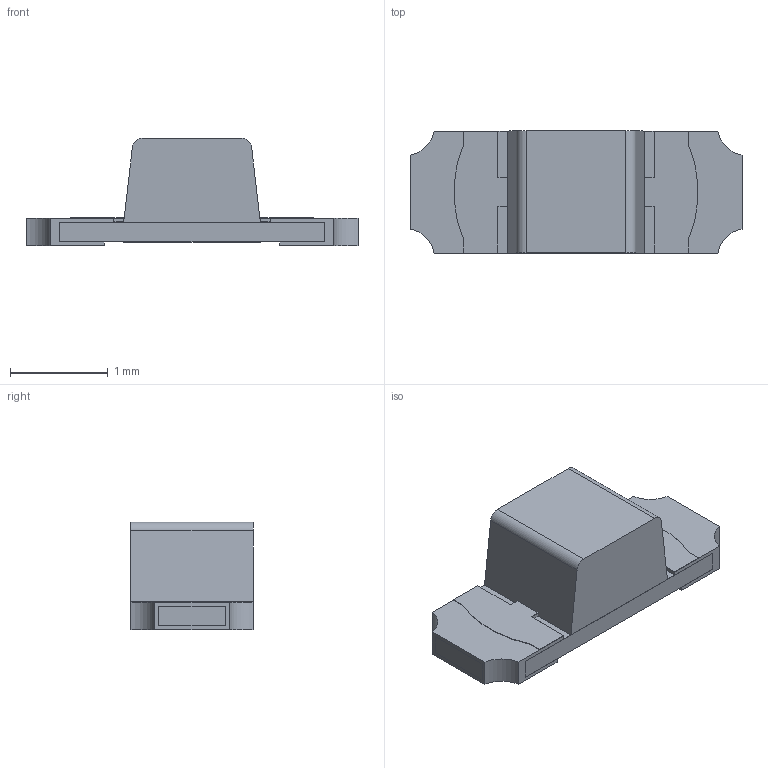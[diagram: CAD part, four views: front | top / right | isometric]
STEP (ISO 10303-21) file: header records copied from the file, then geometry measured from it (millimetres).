
FILE_DESCRIPTION(('STEP AP214'),'1');
FILE_NAME(' ',' ',('TraceParts'),('TraceParts S.A.'),'XStep 1.0',' ',' ');
FILE_SCHEMA(('automotive_design'));
Length unit declared in the file: millimetre
Products named in the file (9): NONE
Bounding box: 3.4 x 1.25 x 1.1 mm (x, y, z)
Volume: 2.4 mm3; surface area: 32 mm2
Topology: 9 solids, 9 shells, 116 faces, 300 edges, 200 vertices
Faces by surface type: plane 100, cylinder 16
Entity records: 7141 total; most frequent: STYLED_ITEM 625, PRESENTATION_STYLE_ASSIGNMENT 625, CARTESIAN_POINT 625, COLOUR_RGB 625, ORIENTED_EDGE 600, DIRECTION 582, EDGE_CURVE 300, CURVE_STYLE 300
